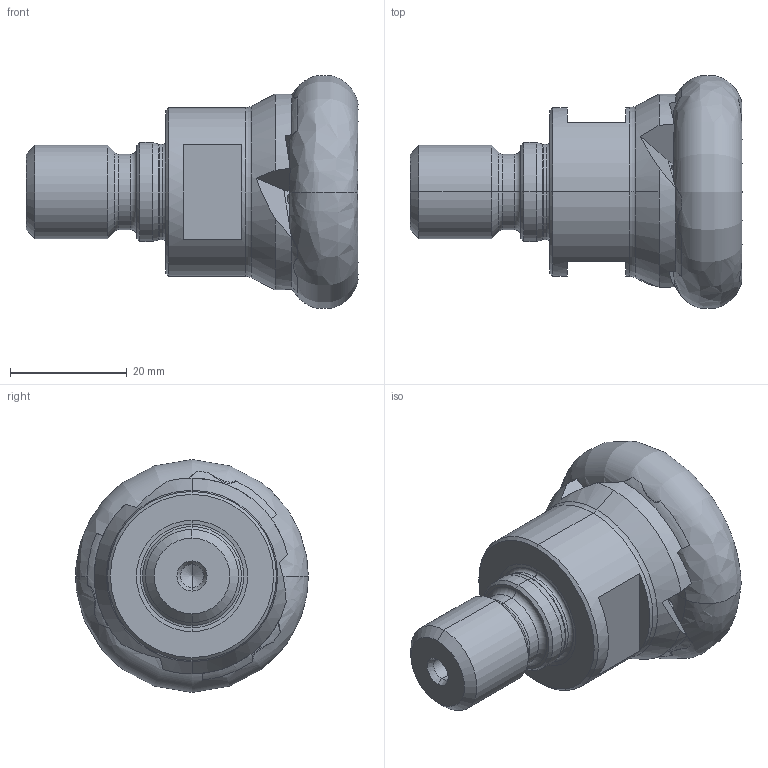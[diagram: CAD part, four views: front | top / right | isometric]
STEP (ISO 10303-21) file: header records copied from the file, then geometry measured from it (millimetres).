
FILE_DESCRIPTION (( 'STEP AP214' ), '1' );
FILE_NAME ('ESF_40_M16_124_3.STEP', '2016-09-07T07:18:55', ( '' ), ( '' ), 'SwSTEP 2.0', 'SolidWorks 2016', '' );
FILE_SCHEMA (( 'AUTOMOTIVE_DESIGN' ));
Length unit declared in the file: millimetre
Products named in the file (1): ESF_40_M16_124_3
Bounding box: 57 x 39.95 x 39.96 mm (x, y, z)
Volume: 29646.8 mm3; surface area: 8402.6 mm2
Topology: 1 solids, 1 shells, 109 faces, 318 edges, 199 vertices
Faces by surface type: cylinder 39, plane 34, cone 18, torus 13, bspline 5
Entity records: 6041 total; most frequent: CARTESIAN_POINT 3169, ORIENTED_EDGE 632, DIRECTION 529, EDGE_CURVE 316, AXIS2_PLACEMENT_3D 217, VERTEX_POINT 199, EDGE_LOOP 117, CIRCLE 112
